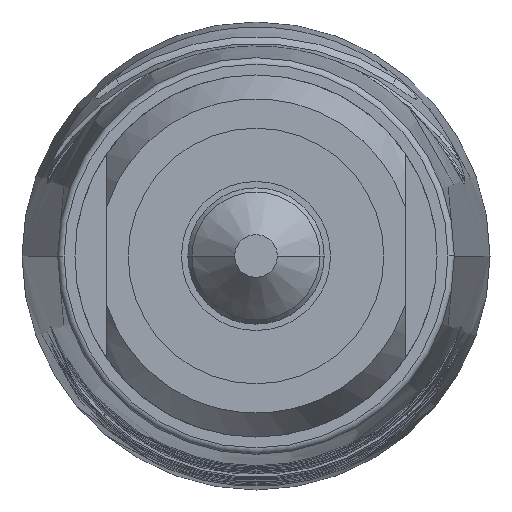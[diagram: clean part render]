
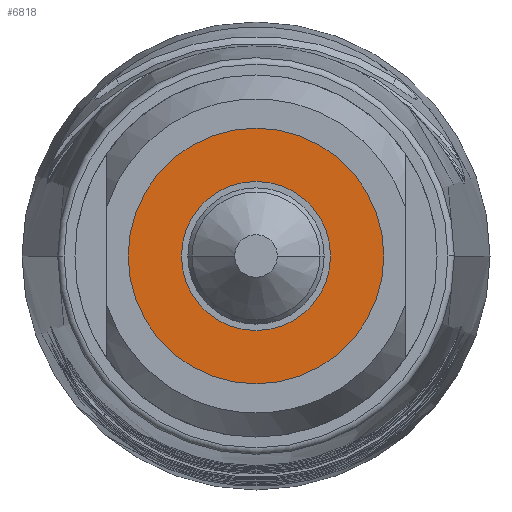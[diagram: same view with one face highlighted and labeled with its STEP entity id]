
A CAD part, left-side view. The second image highlights one B-rep face of the part: STEP entity #6818.
In plain terms, the highlighted planar face has unit normal (-1, 0, 0).
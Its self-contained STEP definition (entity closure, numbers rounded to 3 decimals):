
#3473=CARTESIAN_POINT('',(5.65,0.,0.));
#3474=DIRECTION('',(1.,0.,0.));
#3475=DIRECTION('',(0.,-1.,0.));
#3476=AXIS2_PLACEMENT_3D('',#3473,#3474,#3475);
#3481=CARTESIAN_POINT('',(5.65,0.,0.));
#3482=DIRECTION('',(-1.,0.,0.));
#3483=DIRECTION('',(0.,-1.,0.));
#3484=AXIS2_PLACEMENT_3D('',#3481,#3482,#3483);
#3489=CARTESIAN_POINT('',(5.65,0.,0.));
#3490=DIRECTION('',(1.,0.,0.));
#3491=DIRECTION('',(0.,-1.,0.));
#3492=AXIS2_PLACEMENT_3D('',#3489,#3490,#3491);
#3497=CARTESIAN_POINT('',(5.65,0.,0.));
#3498=DIRECTION('',(-1.,0.,0.));
#3499=DIRECTION('',(0.,-1.,0.));
#3500=AXIS2_PLACEMENT_3D('',#3497,#3498,#3499);
#4044=CARTESIAN_POINT('',(5.65,-1.75,0.));
#4046=VERTEX_POINT('',#4044);
#4048=CARTESIAN_POINT('',(5.65,1.75,0.));
#4050=VERTEX_POINT('',#4048);
#4051=CARTESIAN_POINT('',(5.65,-3.,0.));
#4053=VERTEX_POINT('',#4051);
#4055=CARTESIAN_POINT('',(5.65,3.,0.));
#4057=VERTEX_POINT('',#4055);
#6803=CARTESIAN_POINT('',(5.65,0.,0.));
#6804=DIRECTION('',(-1.,0.,0.));
#6805=DIRECTION('',(0.,1.,0.));
#6806=AXIS2_PLACEMENT_3D('',#6803,#6804,#6805);
#6807=PLANE('',#6806);
#6808=ORIENTED_EDGE('',*,*,#6796,.F.);
#6809=ORIENTED_EDGE('',*,*,#6785,.T.);
#6810=EDGE_LOOP('',(#6808,#6809));
#6811=FACE_OUTER_BOUND('',#6810,.F.);
#6813=ORIENTED_EDGE('',*,*,#6812,.F.);
#6815=ORIENTED_EDGE('',*,*,#6814,.T.);
#6816=EDGE_LOOP('',(#6813,#6815));
#6817=FACE_BOUND('',#6816,.F.);
#3477=CIRCLE('',#3476,3.);
#3485=CIRCLE('',#3484,3.);
#3493=CIRCLE('',#3492,1.75);
#3501=CIRCLE('',#3500,1.75);
#6785=EDGE_CURVE('',#4053,#4057,#3477,.T.);
#6796=EDGE_CURVE('',#4053,#4057,#3485,.T.);
#6812=EDGE_CURVE('',#4046,#4050,#3493,.T.);
#6814=EDGE_CURVE('',#4046,#4050,#3501,.T.);
#6818=ADVANCED_FACE('',(#6811,#6817),#6807,.T.);
